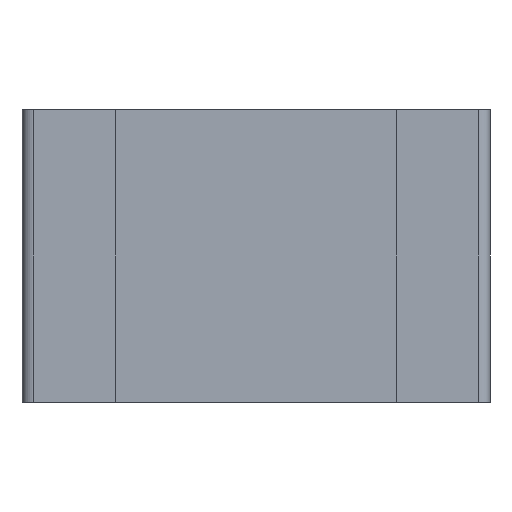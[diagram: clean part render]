
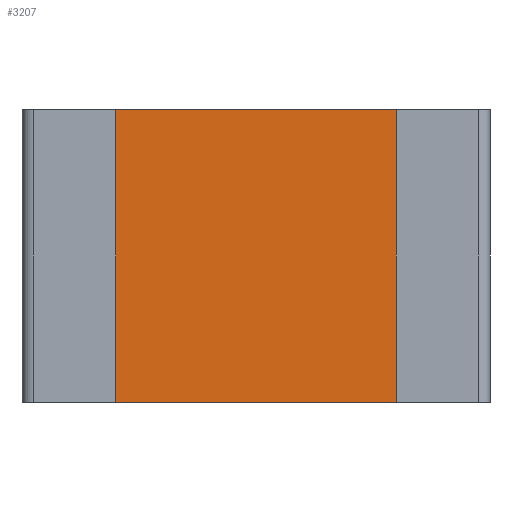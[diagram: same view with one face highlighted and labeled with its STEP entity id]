
A CAD part, front view. The second image highlights one B-rep face of the part: STEP entity #3207.
In plain terms, the highlighted planar face has unit normal (0, -1, 0).
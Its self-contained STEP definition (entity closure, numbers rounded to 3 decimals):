
#23 = VERTEX_POINT ( 'NONE', #5216 ) ;
#69 = EDGE_CURVE ( 'NONE', #3644, #5794, #437, .T. ) ;
#348 = CARTESIAN_POINT ( 'NONE',  ( -0.95, 0.05, -0.625 ) ) ;
#393 = DIRECTION ( 'NONE',  ( 0., 0., 1. ) ) ;
#437 = LINE ( 'NONE', #5714, #6121 ) ;
#505 = DIRECTION ( 'NONE',  ( 1., 0., 0. ) ) ;
#1019 = CARTESIAN_POINT ( 'NONE',  ( 0.95, 0.05, -0.625 ) ) ;
#1072 = VERTEX_POINT ( 'NONE', #2020 ) ;
#1140 = ORIENTED_EDGE ( 'NONE', *, *, #69, .F. ) ;
#1323 = DIRECTION ( 'NONE',  ( 0., 0., -1. ) ) ;
#1329 = AXIS2_PLACEMENT_3D ( 'NONE', #3313, #2287, #393 ) ;
#1742 = CARTESIAN_POINT ( 'NONE',  ( 0.95, 0.05, 0.625 ) ) ;
#1973 = ORIENTED_EDGE ( 'NONE', *, *, #5737, .F. ) ;
#2020 = CARTESIAN_POINT ( 'NONE',  ( -0.95, 0.05, -0.625 ) ) ;
#2210 = ORIENTED_EDGE ( 'NONE', *, *, #4585, .F. ) ;
#2287 = DIRECTION ( 'NONE',  ( 0., 1., 0. ) ) ;
#2420 = DIRECTION ( 'NONE',  ( -1., 0., 0. ) ) ;
#2952 = LINE ( 'NONE', #2983, #5610 ) ;
#2983 = CARTESIAN_POINT ( 'NONE',  ( -0.95, 0.05, 0.625 ) ) ;
#3207 = ADVANCED_FACE ( 'NONE', ( #3799 ), #4324, .F. ) ;
#3268 = ORIENTED_EDGE ( 'NONE', *, *, #4800, .F. ) ;
#3313 = CARTESIAN_POINT ( 'NONE',  ( 0., 0.05, 0. ) ) ;
#3485 = LINE ( 'NONE', #3869, #4969 ) ;
#3644 = VERTEX_POINT ( 'NONE', #1742 ) ;
#3799 = FACE_OUTER_BOUND ( 'NONE', #3900, .T. ) ;
#3869 = CARTESIAN_POINT ( 'NONE',  ( -0.95, 0.05, -0.625 ) ) ;
#3900 = EDGE_LOOP ( 'NONE', ( #1973, #3268, #1140, #2210 ) ) ;
#4248 = DIRECTION ( 'NONE',  ( 0., 0., 1. ) ) ;
#4324 = PLANE ( 'NONE',  #1329 ) ;
#4585 = EDGE_CURVE ( 'NONE', #23, #3644, #2952, .T. ) ;
#4800 = EDGE_CURVE ( 'NONE', #5794, #1072, #3485, .T. ) ;
#4969 = VECTOR ( 'NONE', #2420, 1000. ) ;
#5216 = CARTESIAN_POINT ( 'NONE',  ( -0.95, 0.05, 0.625 ) ) ;
#5284 = VECTOR ( 'NONE', #4248, 1000. ) ;
#5610 = VECTOR ( 'NONE', #505, 1000. ) ;
#5714 = CARTESIAN_POINT ( 'NONE',  ( 0.95, 0.05, -0.625 ) ) ;
#5737 = EDGE_CURVE ( 'NONE', #1072, #23, #6345, .T. ) ;
#5794 = VERTEX_POINT ( 'NONE', #1019 ) ;
#6121 = VECTOR ( 'NONE', #1323, 1000. ) ;
#6345 = LINE ( 'NONE', #348, #5284 ) ;
